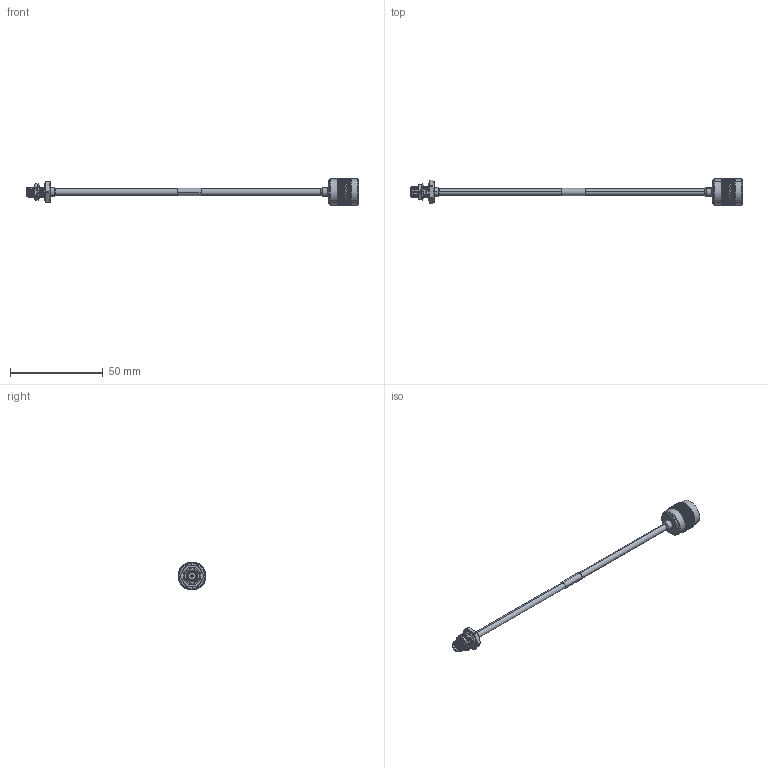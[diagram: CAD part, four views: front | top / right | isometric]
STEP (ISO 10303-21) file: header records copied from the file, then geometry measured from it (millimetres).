
FILE_DESCRIPTION (( 'STEP AP214' ), '1' );
FILE_NAME ('LCCA30434.step', '2020-05-01T19:51:24', ( '' ), ( '' ), 'SwSTEP 2.0', 'SolidWorks 2018', '' );
FILE_SCHEMA (( 'AUTOMOTIVE_DESIGN' ));
Length unit declared in the file: inch
Products named in the file (7): LCCA30434; solder plug left^LCCA30434; LCCN3059; 1AW01-003_.152 ID; LCCN3049; LC141TB (141 FORMABLE); solder plug right^LCCA30434
Assembly tree (6 placements, depth 2):
  LCCA30434
    LC141TB (141 FORMABLE)
    LCCN3049
    solder plug left^LCCA30434
    1AW01-003_.152 ID
    LCCN3059
    solder plug right^LCCA30434
Bounding box: 178.65 x 14.99 x 14.99 mm (x, y, z)
Volume: 3793.1 mm3; surface area: 5274.3 mm2
Topology: 10 solids, 10 shells, 2416 faces, 5337 edges, 2949 vertices
Faces by surface type: bspline 1766, cylinder 495, plane 88, cone 47, torus 16, sphere 4
Entity records: 112235 total; most frequent: CARTESIAN_POINT 76305, ORIENTED_EDGE 10674, EDGE_CURVE 5337, VERTEX_POINT 2949, DIRECTION 2532, EDGE_LOOP 2438, FACE_OUTER_BOUND 2416, ADVANCED_FACE 2416
